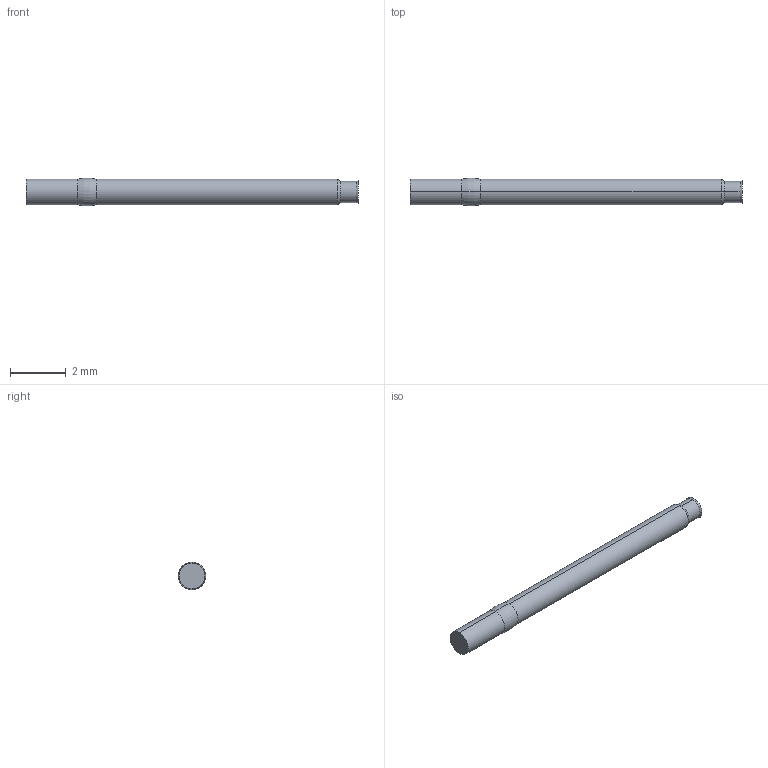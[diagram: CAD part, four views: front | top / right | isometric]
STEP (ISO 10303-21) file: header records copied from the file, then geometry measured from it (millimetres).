
FILE_DESCRIPTION (( 'STEP AP214' ), '1' );
FILE_NAME ('050-SBB050N.STEP', '2014-06-26T15:04:58', ( 'spare' ), ( '' ), 'SwSTEP 2.0', 'SolidWorks 2014', '' );
FILE_SCHEMA (( 'AUTOMOTIVE_DESIGN' ));
Length unit declared in the file: inch
Products named in the file (2): A10238 COPY; 050-SBB050N
Assembly tree (1 placements, depth 2):
  050-SBB050N
    A10238 COPY
Bounding box: 11.94 x 0.98 x 0.99 mm (x, y, z)
Volume: 7.8 mm3; surface area: 35.5 mm2
Topology: 1 solids, 1 shells, 14 faces, 26 edges, 14 vertices
Faces by surface type: cylinder 6, cone 4, plane 2, torus 2
Entity records: 420 total; most frequent: DIRECTION 78, CARTESIAN_POINT 58, ORIENTED_EDGE 52, AXIS2_PLACEMENT_3D 34, EDGE_CURVE 26, CIRCLE 16, EDGE_LOOP 14, FACE_OUTER_BOUND 14
